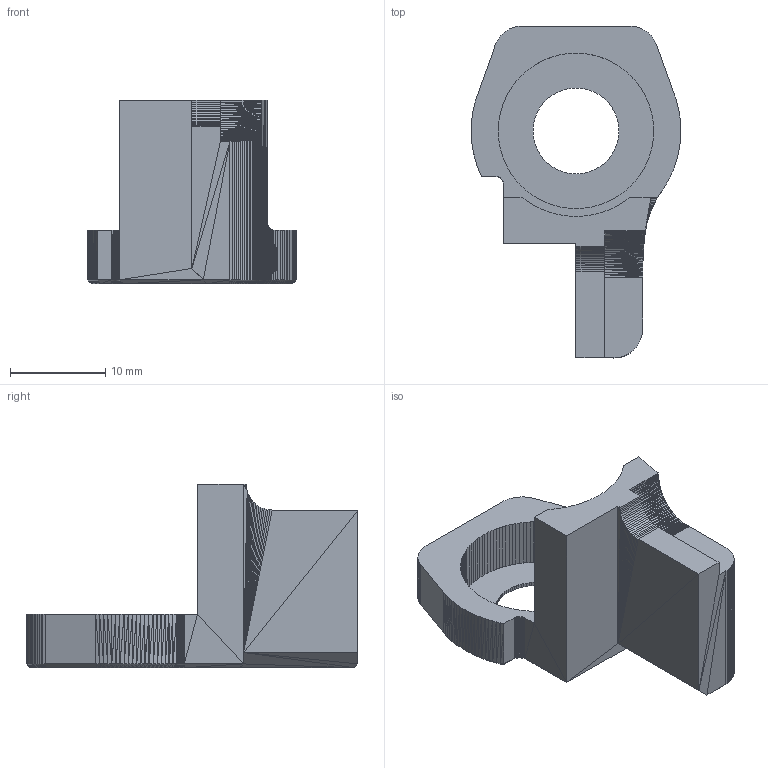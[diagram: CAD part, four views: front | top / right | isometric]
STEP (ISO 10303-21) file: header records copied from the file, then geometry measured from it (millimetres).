
FILE_DESCRIPTION(('FreeCAD Model'),'2;1');
FILE_NAME('Open CASCADE Shape Model','2022-08-09T21:22:08',('Author'),( ''),'Open CASCADE STEP processor 7.5','FreeCAD','Unknown');
FILE_SCHEMA(('AUTOMOTIVE_DESIGN { 1 0 10303 214 1 1 1 1 }'));
Products named in the file (1): _a__625_Bearing_Holder_A_L_2x_Rev1001001
Bounding box: 22 x 34.83 x 19.25 mm (x, y, z)
Surface area: 2497.7 mm2 (no closed solid volume)
Topology: 0 solids, 1 shells, 1444 faces, 2750 edges, 1309 vertices
Faces by surface type: plane 1444
Entity records: 69206 total; most frequent: DIRECTION 11140, CARTESIAN_POINT 11004, LINE 8250, VECTOR 8250, ORIENTED_EDGE 5500, PCURVE 5500, DEFINITIONAL_REPRESENTATION 5500, EDGE_CURVE 2750
